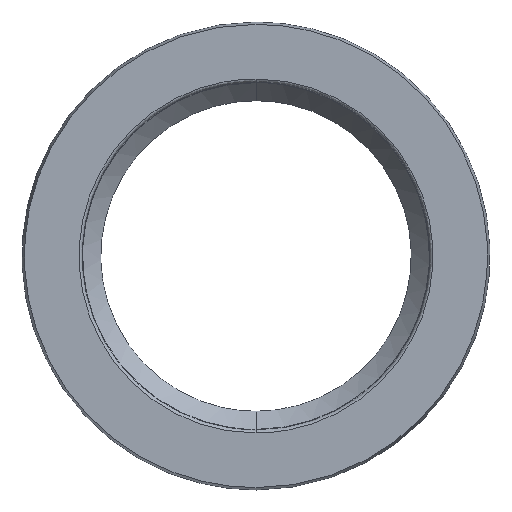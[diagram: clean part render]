
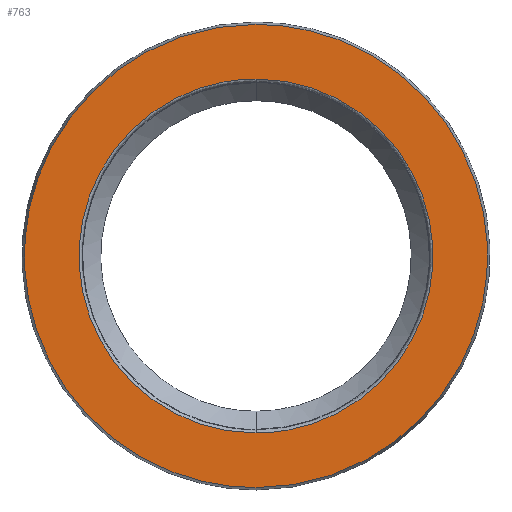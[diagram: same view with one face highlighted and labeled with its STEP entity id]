
A CAD part, left-side view. The second image highlights one B-rep face of the part: STEP entity #763.
In plain terms, the highlighted free-form (B-spline) face has degree [1, 1] with [2, 2] control points.
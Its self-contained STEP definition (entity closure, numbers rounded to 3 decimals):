
#82 = EDGE_CURVE('',#83,#85,#87,.T.);
#83 = VERTEX_POINT('',#84);
#84 = CARTESIAN_POINT('',(0.,0.,
    -44.118));
#85 = VERTEX_POINT('',#86);
#86 = CARTESIAN_POINT('',(0.,0.,44.118));
#87 = ( BOUNDED_CURVE() B_SPLINE_CURVE(2,(#88,#89,#90,#91,#92),
.UNSPECIFIED.,.F.,.F.) B_SPLINE_CURVE_WITH_KNOTS((3,2,3),(3.142,
4.712,6.283),.PIECEWISE_BEZIER_KNOTS.) CURVE() 
GEOMETRIC_REPRESENTATION_ITEM() RATIONAL_B_SPLINE_CURVE((1.,
0.707,1.,0.707,1.)) REPRESENTATION_ITEM('') );
#88 = CARTESIAN_POINT('',(0.,0.,-44.118));
#89 = CARTESIAN_POINT('',(0.,44.118,-44.118));
#90 = CARTESIAN_POINT('',(0.,44.118,0.));
#91 = CARTESIAN_POINT('',(0.,44.118,44.118));
#92 = CARTESIAN_POINT('',(0.,0.,44.118));
#633 = EDGE_CURVE('',#634,#636,#638,.T.);
#634 = VERTEX_POINT('',#635);
#635 = CARTESIAN_POINT('',(0.,0.,57.731));
#636 = VERTEX_POINT('',#637);
#637 = CARTESIAN_POINT('',(0.,0.,-57.731));
#638 = ( BOUNDED_CURVE() B_SPLINE_CURVE(2,(#639,#640,#641,#642,#643),
.UNSPECIFIED.,.F.,.F.) B_SPLINE_CURVE_WITH_KNOTS((3,2,3),(0.,
1.571,3.142),.PIECEWISE_BEZIER_KNOTS.) CURVE() 
GEOMETRIC_REPRESENTATION_ITEM() RATIONAL_B_SPLINE_CURVE((1.,
0.707,1.,0.707,1.)) REPRESENTATION_ITEM('') );
#639 = CARTESIAN_POINT('',(0.,0.,57.731));
#640 = CARTESIAN_POINT('',(0.,57.731,57.731));
#641 = CARTESIAN_POINT('',(0.,57.731,0.));
#642 = CARTESIAN_POINT('',(0.,57.731,-57.731));
#643 = CARTESIAN_POINT('',(0.,0.,-57.731));
#763 = ADVANCED_FACE('',(#764,#775),#786,.T.);
#764 = FACE_BOUND('',#765,.T.);
#765 = EDGE_LOOP('',(#766,#774));
#766 = ORIENTED_EDGE('',*,*,#767,.T.);
#767 = EDGE_CURVE('',#85,#83,#768,.T.);
#768 = ( BOUNDED_CURVE() B_SPLINE_CURVE(2,(#769,#770,#771,#772,#773),
.UNSPECIFIED.,.F.,.F.) B_SPLINE_CURVE_WITH_KNOTS((3,2,3),(0.,
1.571,3.142),.PIECEWISE_BEZIER_KNOTS.) CURVE() 
GEOMETRIC_REPRESENTATION_ITEM() RATIONAL_B_SPLINE_CURVE((1.,
0.707,1.,0.707,1.)) REPRESENTATION_ITEM('') );
#769 = CARTESIAN_POINT('',(0.,0.,44.118));
#770 = CARTESIAN_POINT('',(0.,-44.118,44.118));
#771 = CARTESIAN_POINT('',(0.,-44.118,0.));
#772 = CARTESIAN_POINT('',(0.,-44.118,-44.118));
#773 = CARTESIAN_POINT('',(0.,0.,-44.118));
#774 = ORIENTED_EDGE('',*,*,#82,.T.);
#775 = FACE_BOUND('',#776,.T.);
#776 = EDGE_LOOP('',(#777,#785));
#777 = ORIENTED_EDGE('',*,*,#778,.T.);
#778 = EDGE_CURVE('',#636,#634,#779,.T.);
#779 = ( BOUNDED_CURVE() B_SPLINE_CURVE(2,(#780,#781,#782,#783,#784),
.UNSPECIFIED.,.F.,.F.) B_SPLINE_CURVE_WITH_KNOTS((3,2,3),(3.142,
4.712,6.283),.PIECEWISE_BEZIER_KNOTS.) CURVE() 
GEOMETRIC_REPRESENTATION_ITEM() RATIONAL_B_SPLINE_CURVE((1.,
0.707,1.,0.707,1.)) REPRESENTATION_ITEM('') );
#780 = CARTESIAN_POINT('',(0.,0.,-57.731));
#781 = CARTESIAN_POINT('',(0.,-57.731,-57.731));
#782 = CARTESIAN_POINT('',(0.,-57.731,0.));
#783 = CARTESIAN_POINT('',(0.,-57.731,57.731));
#784 = CARTESIAN_POINT('',(0.,0.,57.731));
#785 = ORIENTED_EDGE('',*,*,#633,.T.);
#786 = B_SPLINE_SURFACE_WITH_KNOTS('',1,1,(
    (#787,#788)
    ,(#789,#790
    )),.UNSPECIFIED.,.F.,.F.,.F.,(2,2),(2,2),(-41.021,
    41.021),(-41.021,41.021),
  .PIECEWISE_BEZIER_KNOTS.);
#787 = CARTESIAN_POINT('',(0.,-57.731,
    -57.731));
#788 = CARTESIAN_POINT('',(0.,57.731,
    -57.731));
#789 = CARTESIAN_POINT('',(0.,-57.731,
    57.731));
#790 = CARTESIAN_POINT('',(0.,57.731,
    57.731));
